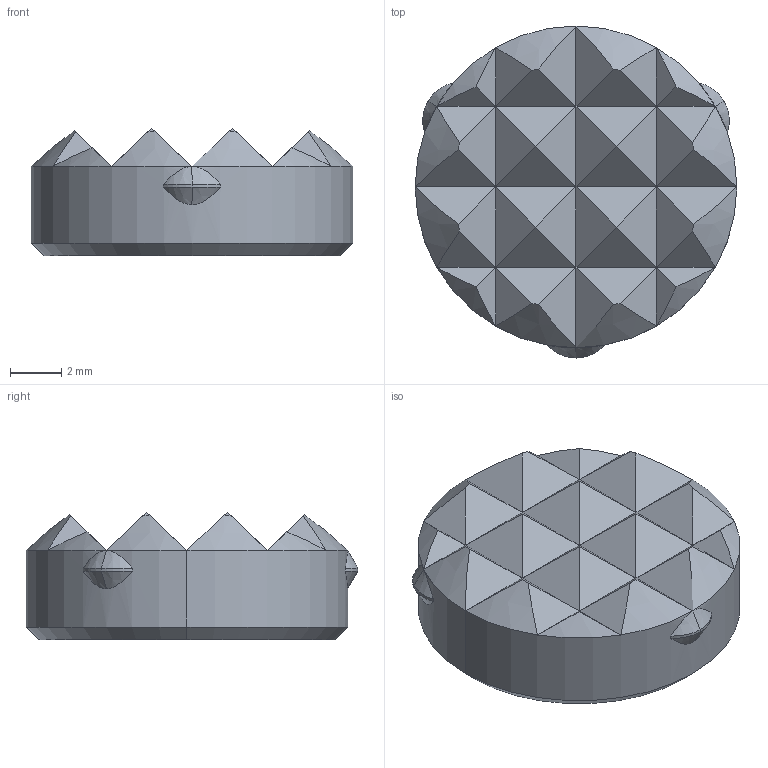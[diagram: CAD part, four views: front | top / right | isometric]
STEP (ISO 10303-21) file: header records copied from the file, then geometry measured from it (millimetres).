
FILE_DESCRIPTION(('STEP AP214'),'1');
FILE_NAME('HALDERN_EH_22620_0613.stp','2017-07-04T09:14:40',('TraceParts'),('TraceParts S.A.'),'Spatial InterOp 3D',' ',' ');
FILE_SCHEMA(('automotive_design'));
Length unit declared in the file: millimetre
Products named in the file (1): HALDERN_EH_22620_0613
Bounding box: 12.6 x 13 x 5 mm (x, y, z)
Volume: 490.6 mm3; surface area: 425.1 mm2
Topology: 1 solids, 1 shells, 83 faces, 163 edges, 76 vertices
Faces by surface type: plane 49, cone 26, cylinder 8
Entity records: 2669 total; most frequent: CARTESIAN_POINT 477, DIRECTION 303, ORIENTED_EDGE 302, EDGE_CURVE 151, AXIS2_PLACEMENT_3D 112, STYLED_ITEM 84, PRESENTATION_STYLE_ASSIGNMENT 84, SURFACE_STYLE_USAGE 84
